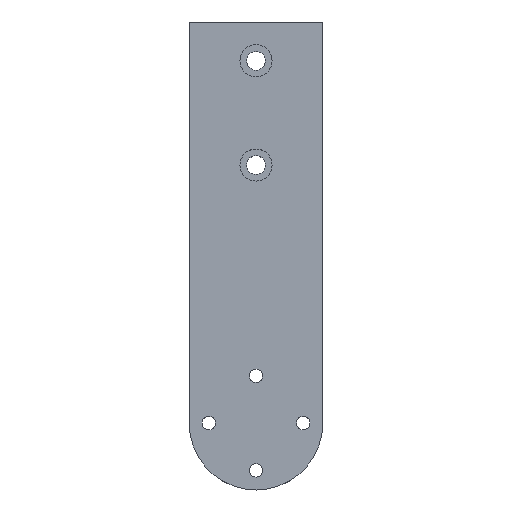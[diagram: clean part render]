
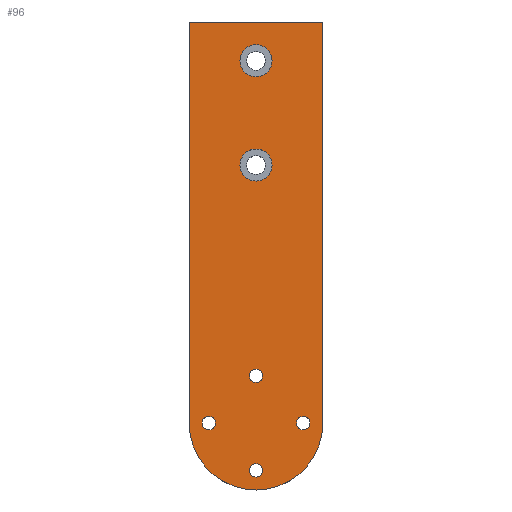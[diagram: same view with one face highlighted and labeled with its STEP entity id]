
A CAD part, top view. The second image highlights one B-rep face of the part: STEP entity #96.
In plain terms, the highlighted planar face has unit normal (0, 0, 1).
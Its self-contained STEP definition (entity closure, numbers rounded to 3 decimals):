
#96=ADVANCED_FACE('',(#160,#161,#162,#163,#164,#165,#166),#167,.T.);
#160=FACE_BOUND('',#238,.T.);
#161=FACE_BOUND('',#239,.T.);
#162=FACE_BOUND('',#240,.T.);
#163=FACE_BOUND('',#241,.T.);
#164=FACE_BOUND('',#242,.T.);
#165=FACE_BOUND('',#243,.T.);
#166=FACE_OUTER_BOUND('',#244,.T.);
#167=PLANE('',#245);
#238=EDGE_LOOP('',(#367));
#239=EDGE_LOOP('',(#368));
#240=EDGE_LOOP('',(#369));
#241=EDGE_LOOP('',(#370));
#242=EDGE_LOOP('',(#371));
#243=EDGE_LOOP('',(#372));
#244=EDGE_LOOP('',(#373,#374,#375,#376));
#245=AXIS2_PLACEMENT_3D('',#377,#378,#379);
#367=ORIENTED_EDGE('',*,*,#402,.T.);
#368=ORIENTED_EDGE('',*,*,#406,.T.);
#369=ORIENTED_EDGE('',*,*,#411,.T.);
#370=ORIENTED_EDGE('',*,*,#413,.T.);
#371=ORIENTED_EDGE('',*,*,#417,.T.);
#372=ORIENTED_EDGE('',*,*,#421,.T.);
#373=ORIENTED_EDGE('',*,*,#434,.T.);
#374=ORIENTED_EDGE('',*,*,#429,.T.);
#375=ORIENTED_EDGE('',*,*,#424,.F.);
#376=ORIENTED_EDGE('',*,*,#431,.F.);
#377=CARTESIAN_POINT('',(0.0,0.0,10.0));
#378=DIRECTION('',(0.0,0.0,1.0));
#379=DIRECTION('',(1.0,0.0,0.0));
#402=EDGE_CURVE('',#440,#440,#441,.T.);
#406=EDGE_CURVE('',#448,#448,#449,.T.);
#411=EDGE_CURVE('',#458,#458,#459,.T.);
#413=EDGE_CURVE('',#462,#462,#463,.T.);
#417=EDGE_CURVE('',#470,#470,#471,.T.);
#421=EDGE_CURVE('',#478,#478,#479,.T.);
#424=EDGE_CURVE('',#484,#485,#486,.T.);
#429=EDGE_CURVE('',#494,#485,#495,.T.);
#431=EDGE_CURVE('',#497,#484,#498,.T.);
#434=EDGE_CURVE('',#497,#494,#502,.T.);
#440=VERTEX_POINT('',#508);
#441=CIRCLE('',#509,6.0);
#448=VERTEX_POINT('',#516);
#449=CIRCLE('',#517,6.0);
#458=VERTEX_POINT('',#526);
#459=CIRCLE('',#527,2.5);
#462=VERTEX_POINT('',#530);
#463=CIRCLE('',#531,2.5);
#470=VERTEX_POINT('',#538);
#471=CIRCLE('',#539,2.5);
#478=VERTEX_POINT('',#546);
#479=CIRCLE('',#547,2.5);
#484=VERTEX_POINT('',#552);
#485=VERTEX_POINT('',#553);
#486=LINE('',#554,#555);
#494=VERTEX_POINT('',#567);
#495=LINE('',#568,#569);
#497=VERTEX_POINT('',#572);
#498=LINE('',#573,#574);
#502=CIRCLE('',#580,25.0);
#508=CARTESIAN_POINT('',(0.0,90.5,10.0));
#509=AXIS2_PLACEMENT_3D('',#588,#589,#590);
#516=CARTESIAN_POINT('',(0.0,129.5,10.0));
#517=AXIS2_PLACEMENT_3D('',#600,#601,#602);
#526=CARTESIAN_POINT('',(2.5,-17.678,10.0));
#527=AXIS2_PLACEMENT_3D('',#615,#616,#617);
#530=CARTESIAN_POINT('',(20.178,0.0,10.0));
#531=AXIS2_PLACEMENT_3D('',#621,#622,#623);
#538=CARTESIAN_POINT('',(2.5,17.678,10.0));
#539=AXIS2_PLACEMENT_3D('',#633,#634,#635);
#546=CARTESIAN_POINT('',(-15.178,0.0,10.0));
#547=AXIS2_PLACEMENT_3D('',#645,#646,#647);
#552=CARTESIAN_POINT('',(-25.0,150.0,10.0));
#553=CARTESIAN_POINT('',(25.0,150.0,10.0));
#554=CARTESIAN_POINT('',(0.0,150.0,10.0));
#555=VECTOR('',#654,1.0);
#567=CARTESIAN_POINT('',(25.0,0.0,10.0));
#568=CARTESIAN_POINT('',(25.0,75.0,10.0));
#569=VECTOR('',#659,1.0);
#572=CARTESIAN_POINT('',(-25.0,0.0,10.0));
#573=CARTESIAN_POINT('',(-25.0,75.0,10.0));
#574=VECTOR('',#661,1.0);
#580=AXIS2_PLACEMENT_3D('',#664,#665,#666);
#588=CARTESIAN_POINT('',(0.0,96.5,10.0));
#589=DIRECTION('',(-0.0,-0.0,-1.0));
#590=DIRECTION('',(0.0,-1.0,0.0));
#600=CARTESIAN_POINT('',(0.0,135.5,10.0));
#601=DIRECTION('',(-0.0,-0.0,-1.0));
#602=DIRECTION('',(0.0,-1.0,0.0));
#615=CARTESIAN_POINT('',(0.0,-17.678,10.0));
#616=DIRECTION('',(0.0,0.0,-1.0));
#617=DIRECTION('',(1.0,0.0,0.0));
#621=CARTESIAN_POINT('',(17.678,0.0,10.0));
#622=DIRECTION('',(0.0,0.0,-1.0));
#623=DIRECTION('',(1.0,0.0,0.0));
#633=CARTESIAN_POINT('',(0.0,17.678,10.0));
#634=DIRECTION('',(0.0,0.0,-1.0));
#635=DIRECTION('',(1.0,0.0,0.0));
#645=CARTESIAN_POINT('',(-17.678,0.0,10.0));
#646=DIRECTION('',(0.0,0.0,-1.0));
#647=DIRECTION('',(1.0,0.0,0.0));
#654=DIRECTION('',(1.0,0.0,0.0));
#659=DIRECTION('',(0.0,1.0,0.0));
#661=DIRECTION('',(0.0,1.0,0.0));
#664=CARTESIAN_POINT('',(0.0,0.0,10.0));
#665=DIRECTION('',(0.0,0.0,1.0));
#666=DIRECTION('',(1.0,0.0,0.0));
